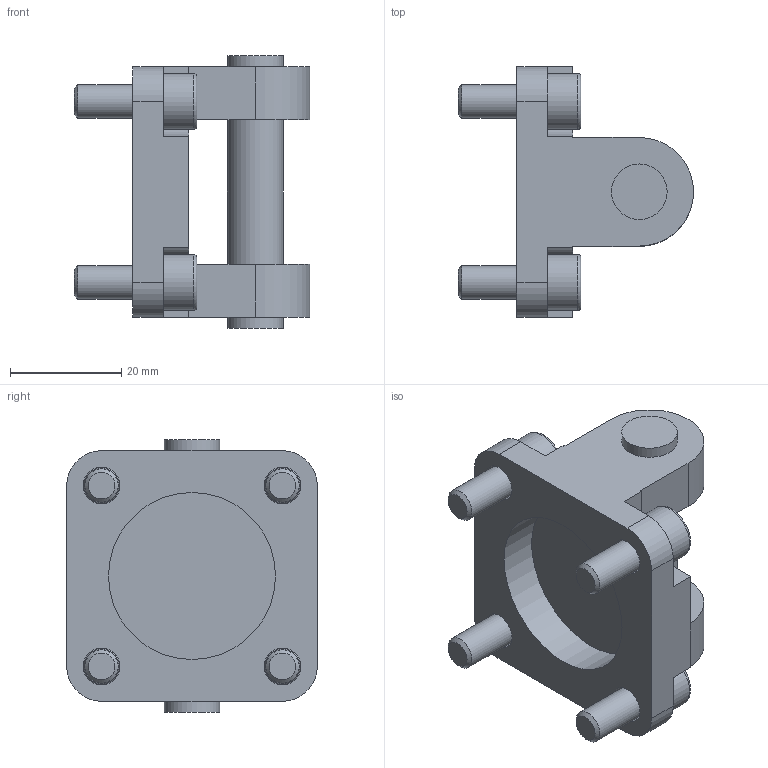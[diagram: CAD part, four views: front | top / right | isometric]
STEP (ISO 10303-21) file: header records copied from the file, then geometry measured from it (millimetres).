
FILE_DESCRIPTION(/* description */ ('Alibre Inc.'),/* implementation_level */ '2;1');
FILE_NAME(/* name */ 'export-12FF96FF-2C47-4495-A4FC-63DB32343FED',/* time_stamp */ '2020-08-22T14:52:26+02:00',/* author */ (''),/* organization */ (''),/* preprocessor_version */ 'ST-DEVELOPER v17',/* originating_system */ 'Alibre',/* authorisation */ '');
FILE_SCHEMA (('AUTOMOTIVE_DESIGN'));
Length unit declared in the file: millimetre
Products named in the file (3): _W0950322003-10_; HI_Cylinder head screw DIN 912 M6x16; W0950322003-10
Bounding box: 42.25 x 45 x 49 mm (x, y, z)
Volume: 24720.9 mm3; surface area: 12226 mm2
Topology: 5 solids, 5 shells, 141 faces, 360 edges, 236 vertices
Faces by surface type: plane 87, cylinder 26, cone 16, torus 12
Full cylindrical faces by diameter (mm): 6 x4, 6.6 x4, 10 x7, 30 x1
Entity records: 2335 total; most frequent: CARTESIAN_POINT 401, ORIENTED_EDGE 382, DIRECTION 345, EDGE_CURVE 191, AXIS2_PLACEMENT_3D 141, VERTEX_POINT 131, VECTOR 108, LINE 108
